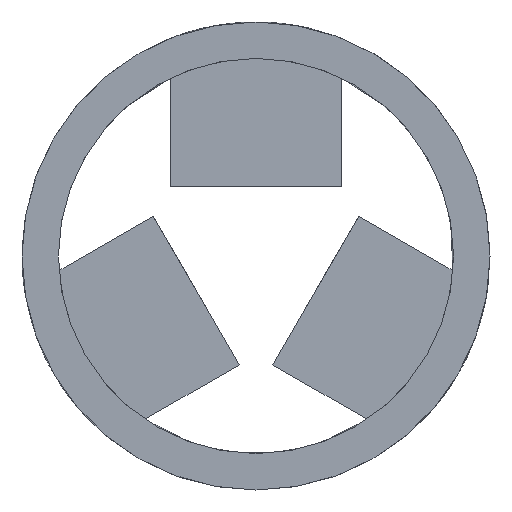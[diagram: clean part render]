
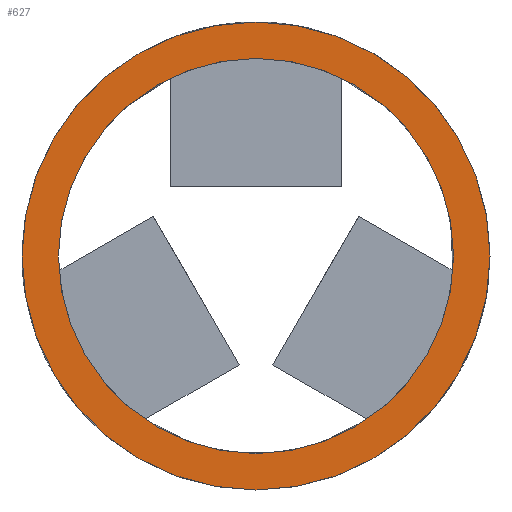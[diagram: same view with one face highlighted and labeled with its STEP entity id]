
A CAD part, front view. The second image highlights one B-rep face of the part: STEP entity #627.
In plain terms, the highlighted planar face has unit normal (0, -1, 0).
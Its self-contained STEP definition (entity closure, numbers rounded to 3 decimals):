
#24=FACE_BOUND('',#104,.T.);
#64=FACE_OUTER_BOUND('',#103,.T.);
#103=EDGE_LOOP('',(#536));
#104=EDGE_LOOP('',(#537));
#119=CIRCLE('',#660,14.605);
#124=CIRCLE('',#670,17.3);
#267=VERTEX_POINT('',#913);
#287=VERTEX_POINT('',#983);
#326=EDGE_CURVE('',#267,#267,#119,.T.);
#354=EDGE_CURVE('',#287,#287,#124,.T.);
#536=ORIENTED_EDGE('',*,*,#354,.T.);
#537=ORIENTED_EDGE('',*,*,#326,.T.);
#600=PLANE('',#693);
#627=ADVANCED_FACE('',(#64,#24),#600,.F.);
#660=AXIS2_PLACEMENT_3D('',#915,#737,#738);
#670=AXIS2_PLACEMENT_3D('',#985,#777,#778);
#693=AXIS2_PLACEMENT_3D('',#1196,#847,#848);
#737=DIRECTION('center_axis',(0.,1.,0.));
#738=DIRECTION('ref_axis',(1.,0.,0.));
#777=DIRECTION('center_axis',(0.,-1.,0.));
#778=DIRECTION('ref_axis',(1.,0.,0.));
#847=DIRECTION('center_axis',(0.,1.,0.));
#848=DIRECTION('ref_axis',(1.,0.,0.));
#913=CARTESIAN_POINT('',(-14.605,-15.,0.));
#915=CARTESIAN_POINT('Origin',(0.,-15.,0.));
#983=CARTESIAN_POINT('',(-17.3,-15.,0.));
#985=CARTESIAN_POINT('Origin',(0.,-15.,0.));
#1196=CARTESIAN_POINT('Origin',(0.,-15.,0.));
